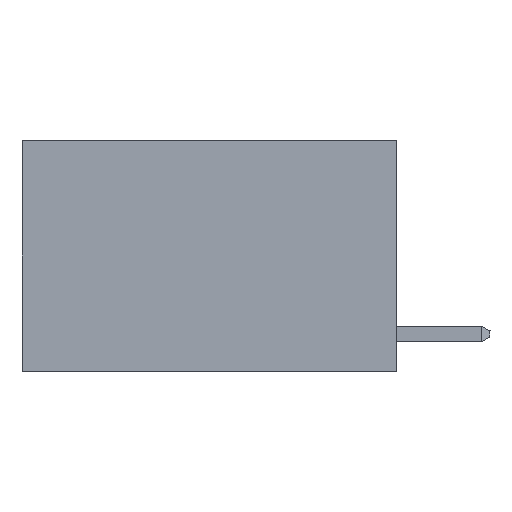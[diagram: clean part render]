
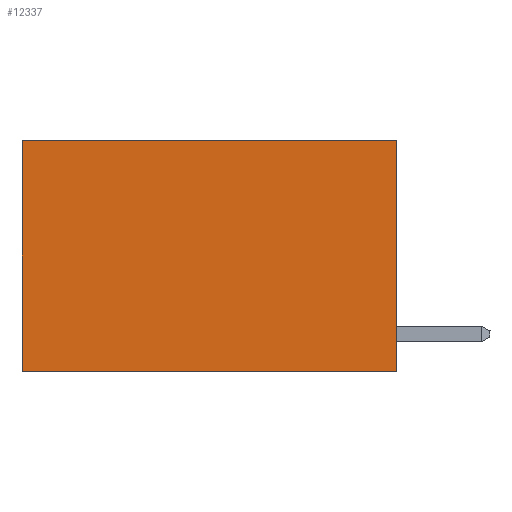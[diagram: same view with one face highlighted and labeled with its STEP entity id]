
A CAD part, left-side view. The second image highlights one B-rep face of the part: STEP entity #12337.
In plain terms, the highlighted planar face has unit normal (-1, 0, 0).
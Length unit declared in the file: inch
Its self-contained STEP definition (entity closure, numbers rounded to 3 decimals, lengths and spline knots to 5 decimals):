
#1010 = LINE ( 'NONE', #13465, #19946 ) ;
#1169 = DIRECTION ( 'NONE',  ( 0., 0., -1. ) ) ;
#1420 = DIRECTION ( 'NONE',  ( 0., 1., 0. ) ) ;
#2829 = VECTOR ( 'NONE', #1169, 39.37008 ) ;
#3429 = LINE ( 'NONE', #21819, #2829 ) ;
#5377 = AXIS2_PLACEMENT_3D ( 'NONE', #16601, #23943, #12875 ) ;
#6071 = VECTOR ( 'NONE', #1420, 39.37008 ) ;
#6101 = EDGE_CURVE ( 'NONE', #14570, #16713, #12227, .T. ) ;
#6724 = EDGE_LOOP ( 'NONE', ( #7757, #17711, #12599, #21319 ) ) ;
#7757 = ORIENTED_EDGE ( 'NONE', *, *, #6101, .T. ) ;
#10354 = EDGE_CURVE ( 'NONE', #17256, #14570, #10539, .T. ) ;
#10539 = LINE ( 'NONE', #12794, #6071 ) ;
#11358 = VERTEX_POINT ( 'NONE', #16034 ) ;
#12227 = LINE ( 'NONE', #19831, #16678 ) ;
#12337 = ADVANCED_FACE ( 'NONE', ( #21549 ), #22131, .F. ) ;
#12599 = ORIENTED_EDGE ( 'NONE', *, *, #16955, .F. ) ;
#12794 = CARTESIAN_POINT ( 'NONE',  ( 0.2625, 0., 0. ) ) ;
#12875 = DIRECTION ( 'NONE',  ( 0., 0., -1. ) ) ;
#13465 = CARTESIAN_POINT ( 'NONE',  ( 0.2625, 0., -0.37 ) ) ;
#14570 = VERTEX_POINT ( 'NONE', #23513 ) ;
#15353 = DIRECTION ( 'NONE',  ( 0., 1., 0. ) ) ;
#15600 = CARTESIAN_POINT ( 'NONE',  ( 0.2625, 0.6, -0.37 ) ) ;
#16034 = CARTESIAN_POINT ( 'NONE',  ( 0.2625, 0., -0.37 ) ) ;
#16601 = CARTESIAN_POINT ( 'NONE',  ( 0.2625, 0., 0. ) ) ;
#16628 = EDGE_CURVE ( 'NONE', #11358, #16713, #1010, .T. ) ;
#16678 = VECTOR ( 'NONE', #19906, 39.37008 ) ;
#16713 = VERTEX_POINT ( 'NONE', #15600 ) ;
#16955 = EDGE_CURVE ( 'NONE', #17256, #11358, #3429, .T. ) ;
#17256 = VERTEX_POINT ( 'NONE', #20086 ) ;
#17711 = ORIENTED_EDGE ( 'NONE', *, *, #16628, .F. ) ;
#19831 = CARTESIAN_POINT ( 'NONE',  ( 0.2625, 0.6, 0. ) ) ;
#19906 = DIRECTION ( 'NONE',  ( 0., 0., -1. ) ) ;
#19946 = VECTOR ( 'NONE', #15353, 39.37008 ) ;
#20086 = CARTESIAN_POINT ( 'NONE',  ( 0.2625, 0., 0. ) ) ;
#21319 = ORIENTED_EDGE ( 'NONE', *, *, #10354, .T. ) ;
#21549 = FACE_OUTER_BOUND ( 'NONE', #6724, .T. ) ;
#21819 = CARTESIAN_POINT ( 'NONE',  ( 0.2625, 0., 0. ) ) ;
#22131 = PLANE ( 'NONE',  #5377 ) ;
#23513 = CARTESIAN_POINT ( 'NONE',  ( 0.2625, 0.6, 0. ) ) ;
#23943 = DIRECTION ( 'NONE',  ( 1., 0., 0. ) ) ;
